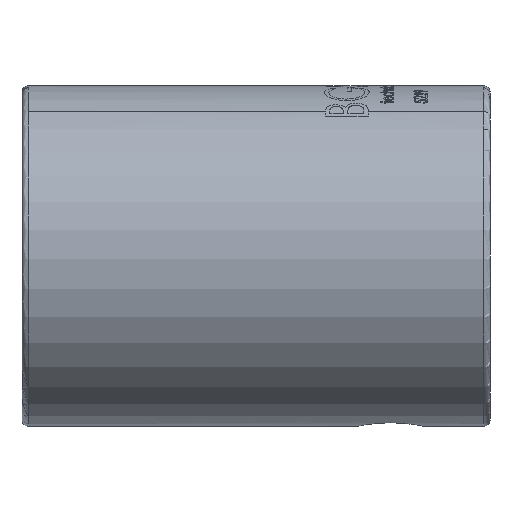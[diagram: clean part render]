
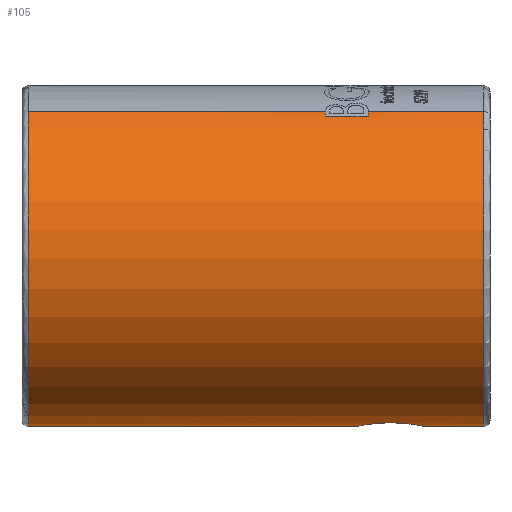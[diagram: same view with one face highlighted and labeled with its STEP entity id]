
A CAD part, left-side view. The second image highlights one B-rep face of the part: STEP entity #105.
In plain terms, the highlighted cylindrical face has radius 13.95 mm (diameter 27.9 mm), a partial arc.
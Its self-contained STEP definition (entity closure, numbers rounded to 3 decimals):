
#56=CYLINDRICAL_SURFACE('',#2086,13.95);
#105=ADVANCED_FACE('',(#171),#56,.T.);
#171=FACE_OUTER_BOUND('',#237,.F.);
#237=EDGE_LOOP('',(#359,#360,#361,#362,#363,#364,#365,#366,#367,#368,#369));
#359=ORIENTED_EDGE('',*,*,#1211,.F.);
#360=ORIENTED_EDGE('',*,*,#1511,.F.);
#361=ORIENTED_EDGE('',*,*,#1280,.T.);
#362=ORIENTED_EDGE('',*,*,#1281,.F.);
#363=ORIENTED_EDGE('',*,*,#1282,.F.);
#364=ORIENTED_EDGE('',*,*,#1510,.F.);
#365=ORIENTED_EDGE('',*,*,#1208,.F.);
#366=ORIENTED_EDGE('',*,*,#1509,.F.);
#367=ORIENTED_EDGE('',*,*,#1210,.T.);
#368=ORIENTED_EDGE('',*,*,#1209,.T.);
#369=ORIENTED_EDGE('',*,*,#1508,.F.);
#988=LINE('',#3406,#1058);
#1043=LINE('',#4582,#1113);
#1044=LINE('',#4583,#1114);
#1045=LINE('',#4584,#1115);
#1046=LINE('',#4585,#1116);
#1058=VECTOR('',#2180,3.5);
#1113=VECTOR('',#2359,26.95);
#1114=VECTOR('',#2360,4.9);
#1115=VECTOR('',#2361,9.483);
#1116=VECTOR('',#2362,24.367);
#1125=CIRCLE('',#2006,13.95);
#1126=CIRCLE('',#2007,13.95);
#1133=CIRCLE('',#2014,13.95);
#1134=CIRCLE('',#2015,13.95);
#1208=EDGE_CURVE('',#1966,#1965,#1125,.T.);
#1209=EDGE_CURVE('',#1964,#1970,#1528,.T.);
#1210=EDGE_CURVE('',#1968,#1964,#1529,.T.);
#1211=EDGE_CURVE('',#1963,#1962,#1126,.T.);
#1280=EDGE_CURVE('',#1894,#1893,#1133,.T.);
#1281=EDGE_CURVE('',#1892,#1893,#988,.T.);
#1282=EDGE_CURVE('',#1891,#1892,#1134,.T.);
#1508=EDGE_CURVE('',#1962,#1970,#1043,.T.);
#1509=EDGE_CURVE('',#1968,#1966,#1044,.T.);
#1510=EDGE_CURVE('',#1965,#1891,#1045,.T.);
#1511=EDGE_CURVE('',#1894,#1963,#1046,.T.);
#1528=B_SPLINE_CURVE_WITH_KNOTS('',3,(#2855,#2856,#2857,#2858,#2859,#2860,#2861,
#2862,#2863),.UNSPECIFIED.,.F.,.F.,(4,1,1,1,1,1,4),(0.,0.195,
0.334,0.5,0.667,0.806,1.),
.UNSPECIFIED.);
#1529=B_SPLINE_CURVE_WITH_KNOTS('',3,(#2864,#2865,#2866,#2867,#2868,#2869,#2870,
#2871,#2872),.UNSPECIFIED.,.F.,.F.,(4,1,1,1,1,1,4),(0.,0.194,
0.333,0.5,0.666,0.805,1.),
.UNSPECIFIED.);
#1891=VERTEX_POINT('',#2709);
#1892=VERTEX_POINT('',#2710);
#1893=VERTEX_POINT('',#2711);
#1894=VERTEX_POINT('',#2712);
#1962=VERTEX_POINT('',#2780);
#1963=VERTEX_POINT('',#2781);
#1964=VERTEX_POINT('',#2782);
#1965=VERTEX_POINT('',#2783);
#1966=VERTEX_POINT('',#2784);
#1968=VERTEX_POINT('',#2786);
#1970=VERTEX_POINT('',#2788);
#2006=AXIS2_PLACEMENT_3D('',#2854,#2157,#2158);
#2007=AXIS2_PLACEMENT_3D('',#2873,#2159,#2160);
#2014=AXIS2_PLACEMENT_3D('',#3405,#2178,#2179);
#2015=AXIS2_PLACEMENT_3D('',#3407,#2181,#2182);
#2086=AXIS2_PLACEMENT_3D('',#4601,#2387,#2388);
#2157=DIRECTION('',(0.,1.,0.));
#2158=DIRECTION('',(0.,0.,-1.));
#2159=DIRECTION('',(0.,-1.,0.));
#2160=DIRECTION('',(-0.529,0.,0.849));
#2178=DIRECTION('',(0.,-1.,0.));
#2179=DIRECTION('',(-0.529,0.,0.849));
#2180=DIRECTION('',(0.,1.,0.));
#2181=DIRECTION('',(0.,-1.,0.));
#2182=DIRECTION('',(-0.529,0.,0.849));
#2359=DIRECTION('',(0.,-1.,0.));
#2360=DIRECTION('',(0.,-1.,0.));
#2361=DIRECTION('',(0.,1.,0.));
#2362=DIRECTION('',(0.,1.,0.));
#2387=DIRECTION('',(0.,-1.,0.));
#2388=DIRECTION('',(-0.453,0.,0.891));
#2709=CARTESIAN_POINT('',(-7.382,9.983,11.837));
#2710=CARTESIAN_POINT('',(-7.952,9.983,11.462));
#2711=CARTESIAN_POINT('',(-7.952,13.483,11.462));
#2712=CARTESIAN_POINT('',(-7.382,13.483,11.837));
#2780=CARTESIAN_POINT('',(0.,37.85,-13.95));
#2781=CARTESIAN_POINT('',(-7.382,37.85,11.837));
#2782=CARTESIAN_POINT('',(-2.75,8.15,-13.676));
#2783=CARTESIAN_POINT('',(-7.382,0.5,11.837));
#2784=CARTESIAN_POINT('',(0.,0.5,-13.95));
#2786=CARTESIAN_POINT('',(0.,5.4,-13.95));
#2788=CARTESIAN_POINT('',(0.,10.9,-13.95));
#2854=CARTESIAN_POINT('',(0.,0.5,0.));
#2855=CARTESIAN_POINT('',(-2.75,8.15,-13.676));
#2856=CARTESIAN_POINT('',(-2.75,8.431,
-13.676));
#2857=CARTESIAN_POINT('',(-2.676,8.912,
-13.692));
#2858=CARTESIAN_POINT('',(-2.383,9.576,
-13.746));
#2859=CARTESIAN_POINT('',(-1.965,10.118,
-13.814));
#2860=CARTESIAN_POINT('',(-1.423,10.534,
-13.881));
#2861=CARTESIAN_POINT('',(-0.76,10.826,
-13.935));
#2862=CARTESIAN_POINT('',(-0.28,10.9,
-13.95));
#2863=CARTESIAN_POINT('',(0.,10.9,-13.95));
#2864=CARTESIAN_POINT('',(0.,5.4,-13.95));
#2865=CARTESIAN_POINT('',(-0.28,5.4,
-13.95));
#2866=CARTESIAN_POINT('',(-0.76,5.474,
-13.935));
#2867=CARTESIAN_POINT('',(-1.423,5.766,
-13.881));
#2868=CARTESIAN_POINT('',(-1.965,6.182,
-13.814));
#2869=CARTESIAN_POINT('',(-2.382,6.724,
-13.746));
#2870=CARTESIAN_POINT('',(-2.676,7.388,
-13.692));
#2871=CARTESIAN_POINT('',(-2.75,7.869,-13.676));
#2872=CARTESIAN_POINT('',(-2.75,8.15,-13.676));
#2873=CARTESIAN_POINT('',(0.,37.85,0.));
#3405=CARTESIAN_POINT('',(0.,13.483,0.));
#3406=CARTESIAN_POINT('',(-7.952,9.983,11.462));
#3407=CARTESIAN_POINT('',(0.,9.983,0.));
#4582=CARTESIAN_POINT('',(0.,37.85,-13.95));
#4583=CARTESIAN_POINT('',(0.,5.4,-13.95));
#4584=CARTESIAN_POINT('',(-7.382,0.5,11.837));
#4585=CARTESIAN_POINT('',(-7.382,13.483,11.837));
#4601=CARTESIAN_POINT('',(0.,-1.368,0.));
